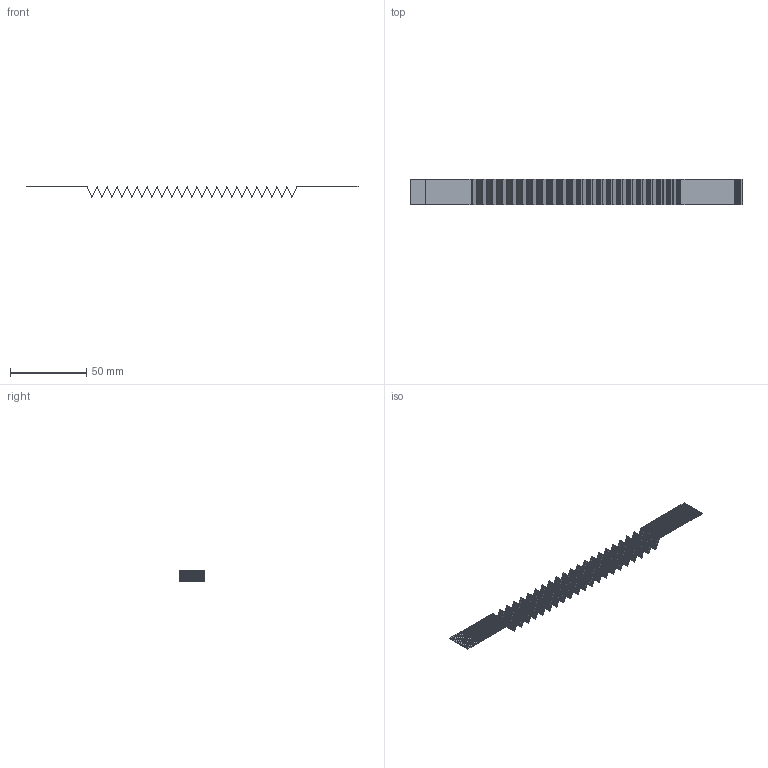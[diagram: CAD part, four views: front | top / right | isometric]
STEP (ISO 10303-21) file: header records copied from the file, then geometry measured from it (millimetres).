
FILE_DESCRIPTION(/* description */ ('Unknown'),/* implementation_level */ '2;1');
FILE_NAME(/* name */ '686716141001',/* time_stamp */ '2020-12-10T09:24:12+01:00',/* author */ ('Unknown'),/* organization */ ('Unknown'),/* preprocessor_version */ 'ST-DEVELOPER v16.7',/* originating_system */ 'DEX',/* authorisation */ $);
FILE_SCHEMA (('AUTOMOTIVE_DESIGN { 1 0 10303 214 3 1 1 }','AP242_MANAGED_MODEL_BASED_3D_ENGINEERING_MIM_LF { 1 0 10303 442 1 1 4 }','AUTOMOTIVE_DESIGN {1 0 10303 214 3 1 1}'));
Products named in the file (2): 6867xx141001; 686716141001
Assembly tree (1 placements, depth 2):
  6867xx141001
    686716141001
Bounding box: 217.84 x 17 x 7.84 mm (x, y, z)
Volume: 631.8 mm3; surface area: 23849.4 mm2
Topology: 1 solids, 1 shells, 1676 faces, 4950 edges, 3276 vertices
Faces by surface type: plane 1676
Entity records: 66521 total; most frequent: CARTESIAN_POINT 9910, ORIENTED_EDGE 9900, DIRECTION 8304, EDGE_CURVE 4950, LINE 4948, VECTOR 4948, VERTEX_POINT 3276, AXIS2_PLACEMENT_3D 1678
